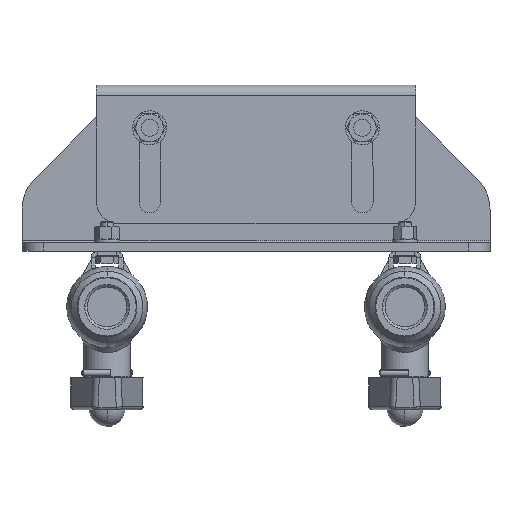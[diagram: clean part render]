
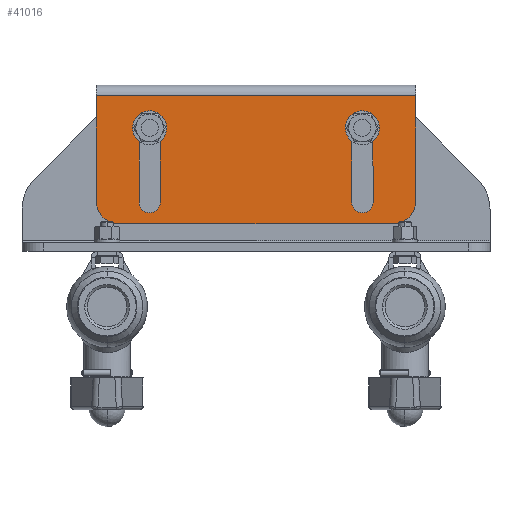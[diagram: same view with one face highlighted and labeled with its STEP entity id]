
A CAD part, front view. The second image highlights one B-rep face of the part: STEP entity #41016.
In plain terms, the highlighted planar face has unit normal (0, -1, 0).
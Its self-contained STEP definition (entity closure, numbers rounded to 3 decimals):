
#11291 = CARTESIAN_POINT ( 'NONE',  ( 45., -8., -12. ) ) ;
#11514 = FACE_OUTER_BOUND ( 'NONE', #41058, .T. ) ;
#11515 = FACE_BOUND ( 'NONE', #40688, .T. ) ;
#11516 = FACE_BOUND ( 'NONE', #41017, .T. ) ;
#11526 = CARTESIAN_POINT ( 'NONE',  ( 55., -8., -47. ) ) ;
#11542 = DIRECTION ( 'NONE',  ( 0., 0., 1. ) ) ;
#11543 = VECTOR ( 'NONE', #11542, 1000. ) ;
#11544 = CARTESIAN_POINT ( 'NONE',  ( -75., -8., 8. ) ) ;
#11545 = LINE ( 'NONE', #11544, #11543 ) ;
#11546 = DIRECTION ( 'NONE',  ( 0., 0., 1. ) ) ;
#11547 = DIRECTION ( 'NONE',  ( 0., -1., 0. ) ) ;
#11548 = CARTESIAN_POINT ( 'NONE',  ( -50., -8., -12. ) ) ;
#11549 = AXIS2_PLACEMENT_3D ( 'NONE', #11548, #11547, #11546 ) ;
#11554 = CIRCLE ( 'NONE', #11549, 5. ) ;
#11579 = DIRECTION ( 'NONE',  ( 0., 0., -1. ) ) ;
#11580 = DIRECTION ( 'NONE',  ( 0., 1., 0. ) ) ;
#11581 = CARTESIAN_POINT ( 'NONE',  ( -75., -8., 8. ) ) ;
#11582 = AXIS2_PLACEMENT_3D ( 'NONE', #11581, #11580, #11579 ) ;
#11583 = PLANE ( 'NONE',  #11582 ) ;
#40399 = EDGE_CURVE ( 'NONE', #40760, #40422, #42328, .T. ) ;
#40422 = VERTEX_POINT ( 'NONE', #42479 ) ;
#40520 = VERTEX_POINT ( 'NONE', #42731 ) ;
#40535 = VERTEX_POINT ( 'NONE', #42825 ) ;
#40608 = EDGE_CURVE ( 'NONE', #40644, #40609, #42861, .T. ) ;
#40609 = VERTEX_POINT ( 'NONE', #42851 ) ;
#40643 = EDGE_CURVE ( 'NONE', #40535, #40644, #43067, .T. ) ;
#40644 = VERTEX_POINT ( 'NONE', #43046 ) ;
#40667 = EDGE_CURVE ( 'NONE', #40609, #40669, #43039, .T. ) ;
#40669 = VERTEX_POINT ( 'NONE', #42980 ) ;
#40680 = EDGE_CURVE ( 'NONE', #40739, #40947, #43100, .T. ) ;
#40683 = ORIENTED_EDGE ( 'NONE', *, *, #40738, .F. ) ;
#40685 = ORIENTED_EDGE ( 'NONE', *, *, #40778, .F. ) ;
#40688 = EDGE_LOOP ( 'NONE', ( #41046, #41048, #41053, #41055 ) ) ;
#40738 = EDGE_CURVE ( 'NONE', #41005, #40739, #43515, .T. ) ;
#40739 = VERTEX_POINT ( 'NONE', #43511 ) ;
#40746 = EDGE_CURVE ( 'NONE', #40947, #40774, #43506, .T. ) ;
#40754 = VERTEX_POINT ( 'NONE', #43618 ) ;
#40760 = VERTEX_POINT ( 'NONE', #43610 ) ;
#40762 = EDGE_CURVE ( 'NONE', #40754, #40760, #43608, .T. ) ;
#40774 = VERTEX_POINT ( 'NONE', #43588 ) ;
#40778 = EDGE_CURVE ( 'NONE', #40774, #41005, #43582, .T. ) ;
#40817 = EDGE_CURVE ( 'NONE', #40818, #40520, #43638, .T. ) ;
#40818 = VERTEX_POINT ( 'NONE', #43450 ) ;
#40826 = EDGE_CURVE ( 'NONE', #40827, #40754, #43568, .T. ) ;
#40827 = VERTEX_POINT ( 'NONE', #43560 ) ;
#40851 = EDGE_CURVE ( 'NONE', #40520, #40827, #43558, .T. ) ;
#40853 = ORIENTED_EDGE ( 'NONE', *, *, #40826, .T. ) ;
#40947 = VERTEX_POINT ( 'NONE', #11291 ) ;
#41005 = VERTEX_POINT ( 'NONE', #11526 ) ;
#41016 = ADVANCED_FACE ( 'NONE', ( #11516, #11515, #11514 ), #11583, .F. ) ;
#41017 = EDGE_LOOP ( 'NONE', ( #41018, #41019, #40683, #40685 ) ) ;
#41018 = ORIENTED_EDGE ( 'NONE', *, *, #40746, .F. ) ;
#41019 = ORIENTED_EDGE ( 'NONE', *, *, #40680, .F. ) ;
#41046 = ORIENTED_EDGE ( 'NONE', *, *, #40643, .F. ) ;
#41048 = ORIENTED_EDGE ( 'NONE', *, *, #41050, .F. ) ;
#41050 = EDGE_CURVE ( 'NONE', #40669, #40535, #11554, .T. ) ;
#41053 = ORIENTED_EDGE ( 'NONE', *, *, #40667, .F. ) ;
#41055 = ORIENTED_EDGE ( 'NONE', *, *, #40608, .F. ) ;
#41058 = EDGE_LOOP ( 'NONE', ( #41060, #41062, #41064, #41068, #41079, #40853 ) ) ;
#41060 = ORIENTED_EDGE ( 'NONE', *, *, #40762, .T. ) ;
#41062 = ORIENTED_EDGE ( 'NONE', *, *, #40399, .T. ) ;
#41064 = ORIENTED_EDGE ( 'NONE', *, *, #41066, .F. ) ;
#41066 = EDGE_CURVE ( 'NONE', #40818, #40422, #11545, .T. ) ;
#41068 = ORIENTED_EDGE ( 'NONE', *, *, #40817, .T. ) ;
#41079 = ORIENTED_EDGE ( 'NONE', *, *, #40851, .T. ) ;
#42325 = DIRECTION ( 'NONE',  ( -1., 0., 0. ) ) ;
#42326 = VECTOR ( 'NONE', #42325, 1000. ) ;
#42327 = CARTESIAN_POINT ( 'NONE',  ( 75., -8., 3. ) ) ;
#42328 = LINE ( 'NONE', #42327, #42326 ) ;
#42479 = CARTESIAN_POINT ( 'NONE',  ( -75., -8., 3. ) ) ;
#42731 = CARTESIAN_POINT ( 'NONE',  ( -65., -8., -57. ) ) ;
#42825 = CARTESIAN_POINT ( 'NONE',  ( -55., -8., -12. ) ) ;
#42851 = CARTESIAN_POINT ( 'NONE',  ( -45., -8., -47. ) ) ;
#42852 = DIRECTION ( 'NONE',  ( 0., 0., 1. ) ) ;
#42853 = DIRECTION ( 'NONE',  ( 0., -1., 0. ) ) ;
#42854 = CARTESIAN_POINT ( 'NONE',  ( -50., -8., -47. ) ) ;
#42855 = AXIS2_PLACEMENT_3D ( 'NONE', #42854, #42853, #42852 ) ;
#42861 = CIRCLE ( 'NONE', #42855, 5. ) ;
#42980 = CARTESIAN_POINT ( 'NONE',  ( -45., -8., -12. ) ) ;
#42981 = DIRECTION ( 'NONE',  ( 0., 0., 1. ) ) ;
#43037 = VECTOR ( 'NONE', #42981, 1000. ) ;
#43038 = CARTESIAN_POINT ( 'NONE',  ( -45., -8., -47. ) ) ;
#43039 = LINE ( 'NONE', #43038, #43037 ) ;
#43046 = CARTESIAN_POINT ( 'NONE',  ( -55., -8., -47. ) ) ;
#43047 = DIRECTION ( 'NONE',  ( 0., 0., -1. ) ) ;
#43065 = VECTOR ( 'NONE', #43047, 1000. ) ;
#43066 = CARTESIAN_POINT ( 'NONE',  ( -55., -8., -47. ) ) ;
#43067 = LINE ( 'NONE', #43066, #43065 ) ;
#43097 = CARTESIAN_POINT ( 'NONE',  ( 50., -8., -12. ) ) ;
#43099 = AXIS2_PLACEMENT_3D ( 'NONE', #43097, #43109, #43108 ) ;
#43100 = CIRCLE ( 'NONE', #43099, 5. ) ;
#43108 = DIRECTION ( 'NONE',  ( 0., 0., -1. ) ) ;
#43109 = DIRECTION ( 'NONE',  ( 0., -1., 0. ) ) ;
#43450 = CARTESIAN_POINT ( 'NONE',  ( -75., -8., -47. ) ) ;
#43451 = DIRECTION ( 'NONE',  ( 0., 0., -1. ) ) ;
#43503 = DIRECTION ( 'NONE',  ( 0., 0., -1. ) ) ;
#43504 = VECTOR ( 'NONE', #43503, 1000. ) ;
#43505 = CARTESIAN_POINT ( 'NONE',  ( 45., -8., -47. ) ) ;
#43506 = LINE ( 'NONE', #43505, #43504 ) ;
#43511 = CARTESIAN_POINT ( 'NONE',  ( 55., -8., -12. ) ) ;
#43512 = DIRECTION ( 'NONE',  ( 0., 0., 1. ) ) ;
#43513 = VECTOR ( 'NONE', #43512, 1000. ) ;
#43514 = CARTESIAN_POINT ( 'NONE',  ( 55., -8., -47. ) ) ;
#43515 = LINE ( 'NONE', #43514, #43513 ) ;
#43555 = DIRECTION ( 'NONE',  ( 1., 0., 0. ) ) ;
#43556 = VECTOR ( 'NONE', #43555, 1000. ) ;
#43557 = CARTESIAN_POINT ( 'NONE',  ( -75., -8., -57. ) ) ;
#43558 = LINE ( 'NONE', #43557, #43556 ) ;
#43560 = CARTESIAN_POINT ( 'NONE',  ( 65., -8., -57. ) ) ;
#43561 = DIRECTION ( 'NONE',  ( 0., 0., -1. ) ) ;
#43562 = DIRECTION ( 'NONE',  ( 0., -1., 0. ) ) ;
#43563 = CARTESIAN_POINT ( 'NONE',  ( 65., -8., -47. ) ) ;
#43564 = AXIS2_PLACEMENT_3D ( 'NONE', #43563, #43562, #43561 ) ;
#43568 = CIRCLE ( 'NONE', #43564, 10. ) ;
#43578 = DIRECTION ( 'NONE',  ( 0., 0., -1. ) ) ;
#43579 = DIRECTION ( 'NONE',  ( 0., -1., 0. ) ) ;
#43580 = CARTESIAN_POINT ( 'NONE',  ( 50., -8., -47. ) ) ;
#43581 = AXIS2_PLACEMENT_3D ( 'NONE', #43580, #43579, #43578 ) ;
#43582 = CIRCLE ( 'NONE', #43581, 5. ) ;
#43588 = CARTESIAN_POINT ( 'NONE',  ( 45., -8., -47. ) ) ;
#43605 = DIRECTION ( 'NONE',  ( 0., 0., 1. ) ) ;
#43606 = VECTOR ( 'NONE', #43605, 1000. ) ;
#43607 = CARTESIAN_POINT ( 'NONE',  ( 75., -8., 8. ) ) ;
#43608 = LINE ( 'NONE', #43607, #43606 ) ;
#43610 = CARTESIAN_POINT ( 'NONE',  ( 75., -8., 3. ) ) ;
#43618 = CARTESIAN_POINT ( 'NONE',  ( 75., -8., -47. ) ) ;
#43635 = DIRECTION ( 'NONE',  ( 0., -1., 0. ) ) ;
#43636 = CARTESIAN_POINT ( 'NONE',  ( -65., -8., -47. ) ) ;
#43637 = AXIS2_PLACEMENT_3D ( 'NONE', #43636, #43635, #43451 ) ;
#43638 = CIRCLE ( 'NONE', #43637, 10. ) ;
